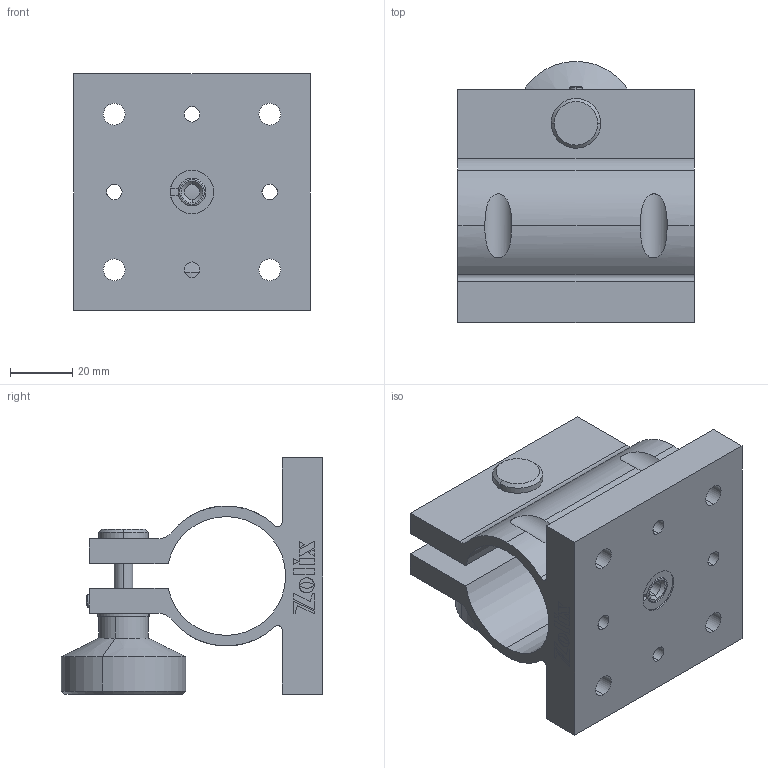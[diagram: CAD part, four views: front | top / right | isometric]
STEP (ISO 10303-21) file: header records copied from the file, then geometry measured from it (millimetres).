
FILE_DESCRIPTION (( 'STEP AP203' ), '1' );
FILE_NAME ('PHCR-1.step', '2019-05-09T09:06:06', ( '' ), ( '' ), 'SwSTEP 2.0', 'SolidWorks 2016', '' );
FILE_SCHEMA (( 'CONFIG_CONTROL_DESIGN' ));
Length unit declared in the file: millimetre
Products named in the file (1): PHCR-1
Bounding box: 76 x 84 x 76 mm (x, y, z)
Surface area: 46874.3 mm2 (no closed solid volume)
Topology: 0 solids, 16 shells, 130 faces, 594 edges, 484 vertices
Faces by surface type: cylinder 66, plane 50, cone 12, torus 2
Entity records: 6789 total; most frequent: CARTESIAN_POINT 1871, DIRECTION 975, ORIENTED_EDGE 858, EDGE_CURVE 594, VERTEX_POINT 484, VECTOR 439, LINE 439, AXIS2_PLACEMENT_3D 268
